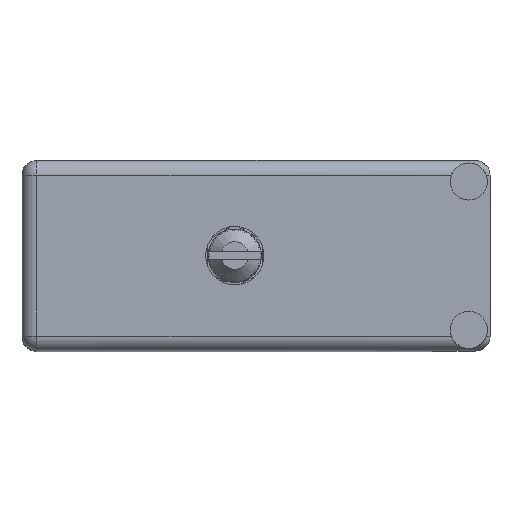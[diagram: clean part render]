
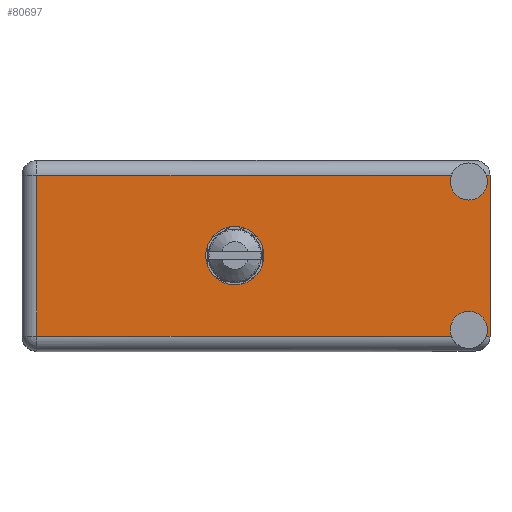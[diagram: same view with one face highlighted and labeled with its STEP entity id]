
A CAD part, top view. The second image highlights one B-rep face of the part: STEP entity #80697.
In plain terms, the highlighted face is planar.
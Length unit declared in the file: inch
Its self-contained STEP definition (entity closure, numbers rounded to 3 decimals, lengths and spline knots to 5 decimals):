
#39 = CARTESIAN_POINT ( 'NONE',  ( 2.19038, 1.566, -0.07 ) ) ;
#567 = DIRECTION ( 'NONE',  ( 0., 1., 0. ) ) ;
#2134 = CARTESIAN_POINT ( 'NONE',  ( 2.02562, 1.566, -0.07 ) ) ;
#2568 = DIRECTION ( 'NONE',  ( 1., 0., 0. ) ) ;
#3394 = VECTOR ( 'NONE', #10499, 39.37008 ) ;
#4733 = EDGE_CURVE ( 'NONE', #68220, #102038, #4890, .T. ) ;
#4890 = CIRCLE ( 'NONE', #25585, 0.0875 ) ;
#5968 = CARTESIAN_POINT ( 'NONE',  ( 0.07, 1.566, -0.07 ) ) ;
#6613 = DIRECTION ( 'NONE',  ( 0., 1., 0. ) ) ;
#7964 = CARTESIAN_POINT ( 'NONE',  ( 2.208, 1.566, -0.829 ) ) ;
#8217 = EDGE_LOOP ( 'NONE', ( #25388, #94868 ) ) ;
#9424 = EDGE_CURVE ( 'NONE', #84071, #21726, #26905, .T. ) ;
#9476 = ORIENTED_EDGE ( 'NONE', *, *, #30984, .F. ) ;
#9748 = CARTESIAN_POINT ( 'NONE',  ( 2.208, 1.566, -0.07 ) ) ;
#10499 = DIRECTION ( 'NONE',  ( 0., 0., 1. ) ) ;
#10743 = DIRECTION ( 'NONE',  ( 0., 1., 0. ) ) ;
#10823 = EDGE_CURVE ( 'NONE', #18215, #100575, #53838, .T. ) ;
#12344 = CARTESIAN_POINT ( 'NONE',  ( 1.004, 1.566, -0.4495 ) ) ;
#12667 = ORIENTED_EDGE ( 'NONE', *, *, #77162, .F. ) ;
#15829 = DIRECTION ( 'NONE',  ( 0., 0., 1. ) ) ;
#15991 = VECTOR ( 'NONE', #2568, 39.37008 ) ;
#16231 = EDGE_LOOP ( 'NONE', ( #21673, #64718, #9476, #73699, #12667, #21904, #78429, #81558, #61547, #98695 ) ) ;
#18215 = VERTEX_POINT ( 'NONE', #7964 ) ;
#18432 = LINE ( 'NONE', #97867, #45713 ) ;
#18499 = DIRECTION ( 'NONE',  ( 0., 0., 1. ) ) ;
#19241 = CARTESIAN_POINT ( 'NONE',  ( 2.208, 1.566, -0.07 ) ) ;
#20374 = AXIS2_PLACEMENT_3D ( 'NONE', #61404, #567, #39861 ) ;
#20524 = DIRECTION ( 'NONE',  ( -1., 0., 0. ) ) ;
#21673 = ORIENTED_EDGE ( 'NONE', *, *, #74860, .T. ) ;
#21726 = VERTEX_POINT ( 'NONE', #2134 ) ;
#21904 = ORIENTED_EDGE ( 'NONE', *, *, #10823, .T. ) ;
#22937 = CARTESIAN_POINT ( 'NONE',  ( 2.108, 1.566, -0.7995 ) ) ;
#24956 = CARTESIAN_POINT ( 'NONE',  ( 2.108, 1.566, -0.712 ) ) ;
#24991 = EDGE_CURVE ( 'NONE', #47214, #70459, #88820, .T. ) ;
#25351 = CARTESIAN_POINT ( 'NONE',  ( 2.108, 1.566, -0.7995 ) ) ;
#25388 = ORIENTED_EDGE ( 'NONE', *, *, #91119, .F. ) ;
#25585 = AXIS2_PLACEMENT_3D ( 'NONE', #22937, #6613, #101570 ) ;
#26905 = CIRCLE ( 'NONE', #81916, 0.0875 ) ;
#27141 = EDGE_CURVE ( 'NONE', #102038, #100575, #89697, .T. ) ;
#28974 = VECTOR ( 'NONE', #20524, 39.37008 ) ;
#30984 = EDGE_CURVE ( 'NONE', #85005, #84071, #32220, .T. ) ;
#31271 = CARTESIAN_POINT ( 'NONE',  ( 0., 1.566, -0.829 ) ) ;
#31858 = LINE ( 'NONE', #90999, #49300 ) ;
#32220 = CIRCLE ( 'NONE', #59501, 0.0875 ) ;
#32731 = DIRECTION ( 'NONE',  ( -1., 0., 0. ) ) ;
#33133 = AXIS2_PLACEMENT_3D ( 'NONE', #74899, #82509, #50353 ) ;
#35296 = DIRECTION ( 'NONE',  ( 0., 1., 0. ) ) ;
#35455 = CARTESIAN_POINT ( 'NONE',  ( 0.07, 1.566, -0.899 ) ) ;
#37946 = CIRCLE ( 'NONE', #33133, 0.1375 ) ;
#39861 = DIRECTION ( 'NONE',  ( 0., 0., 1. ) ) ;
#41373 = DIRECTION ( 'NONE',  ( 0., 0., 1. ) ) ;
#45713 = VECTOR ( 'NONE', #66732, 39.37008 ) ;
#46808 = CARTESIAN_POINT ( 'NONE',  ( 1.004, 1.566, -0.587 ) ) ;
#46844 = VERTEX_POINT ( 'NONE', #9748 ) ;
#47214 = VERTEX_POINT ( 'NONE', #46808 ) ;
#48315 = CARTESIAN_POINT ( 'NONE',  ( 0.07, 1.566, -0.829 ) ) ;
#49226 = EDGE_CURVE ( 'NONE', #85005, #46844, #18432, .T. ) ;
#49300 = VECTOR ( 'NONE', #60650, 39.37008 ) ;
#50353 = DIRECTION ( 'NONE',  ( 0., 0., 1. ) ) ;
#51507 = AXIS2_PLACEMENT_3D ( 'NONE', #12344, #35296, #51960 ) ;
#51960 = DIRECTION ( 'NONE',  ( 0., 0., 1. ) ) ;
#53026 = VERTEX_POINT ( 'NONE', #5968 ) ;
#53838 = LINE ( 'NONE', #95070, #83494 ) ;
#55462 = CARTESIAN_POINT ( 'NONE',  ( 2.108, 1.566, -0.0995 ) ) ;
#56871 = LINE ( 'NONE', #35455, #3394 ) ;
#59501 = AXIS2_PLACEMENT_3D ( 'NONE', #55462, #63429, #15829 ) ;
#60650 = DIRECTION ( 'NONE',  ( 0., 0., 1. ) ) ;
#61404 = CARTESIAN_POINT ( 'NONE',  ( 0., 1.566, -0.899 ) ) ;
#61547 = ORIENTED_EDGE ( 'NONE', *, *, #101343, .T. ) ;
#63429 = DIRECTION ( 'NONE',  ( 0., 1., 0. ) ) ;
#63762 = FACE_OUTER_BOUND ( 'NONE', #16231, .T. ) ;
#64718 = ORIENTED_EDGE ( 'NONE', *, *, #9424, .F. ) ;
#66732 = DIRECTION ( 'NONE',  ( 1., 0., 0. ) ) ;
#67350 = DIRECTION ( 'NONE',  ( 0., 1., 0. ) ) ;
#68220 = VERTEX_POINT ( 'NONE', #80705 ) ;
#70459 = VERTEX_POINT ( 'NONE', #92646 ) ;
#73699 = ORIENTED_EDGE ( 'NONE', *, *, #49226, .T. ) ;
#74860 = EDGE_CURVE ( 'NONE', #53026, #21726, #99096, .T. ) ;
#74899 = CARTESIAN_POINT ( 'NONE',  ( 1.004, 1.566, -0.4495 ) ) ;
#77162 = EDGE_CURVE ( 'NONE', #18215, #46844, #31858, .T. ) ;
#78429 = ORIENTED_EDGE ( 'NONE', *, *, #27141, .F. ) ;
#79760 = LINE ( 'NONE', #31271, #28974 ) ;
#80697 = ADVANCED_FACE ( 'NONE', ( #98325, #63762 ), #100766, .T. ) ;
#80705 = CARTESIAN_POINT ( 'NONE',  ( 2.02562, 1.566, -0.829 ) ) ;
#81558 = ORIENTED_EDGE ( 'NONE', *, *, #4733, .F. ) ;
#81916 = AXIS2_PLACEMENT_3D ( 'NONE', #89818, #67350, #18499 ) ;
#82509 = DIRECTION ( 'NONE',  ( 0., 1., 0. ) ) ;
#83494 = VECTOR ( 'NONE', #32731, 39.37008 ) ;
#84071 = VERTEX_POINT ( 'NONE', #90160 ) ;
#85005 = VERTEX_POINT ( 'NONE', #39 ) ;
#88820 = CIRCLE ( 'NONE', #51507, 0.1375 ) ;
#89697 = CIRCLE ( 'NONE', #97434, 0.0875 ) ;
#89818 = CARTESIAN_POINT ( 'NONE',  ( 2.108, 1.566, -0.0995 ) ) ;
#90068 = EDGE_CURVE ( 'NONE', #102725, #53026, #56871, .T. ) ;
#90160 = CARTESIAN_POINT ( 'NONE',  ( 2.108, 1.566, -0.187 ) ) ;
#90999 = CARTESIAN_POINT ( 'NONE',  ( 2.208, 1.566, 0. ) ) ;
#91119 = EDGE_CURVE ( 'NONE', #70459, #47214, #37946, .T. ) ;
#92646 = CARTESIAN_POINT ( 'NONE',  ( 1.004, 1.566, -0.312 ) ) ;
#94868 = ORIENTED_EDGE ( 'NONE', *, *, #24991, .F. ) ;
#95070 = CARTESIAN_POINT ( 'NONE',  ( 0., 1.566, -0.829 ) ) ;
#97434 = AXIS2_PLACEMENT_3D ( 'NONE', #25351, #10743, #41373 ) ;
#97867 = CARTESIAN_POINT ( 'NONE',  ( 2.208, 1.566, -0.07 ) ) ;
#98325 = FACE_BOUND ( 'NONE', #8217, .T. ) ;
#98695 = ORIENTED_EDGE ( 'NONE', *, *, #90068, .T. ) ;
#99096 = LINE ( 'NONE', #19241, #15991 ) ;
#100575 = VERTEX_POINT ( 'NONE', #101084 ) ;
#100766 = PLANE ( 'NONE',  #20374 ) ;
#101084 = CARTESIAN_POINT ( 'NONE',  ( 2.19038, 1.566, -0.829 ) ) ;
#101343 = EDGE_CURVE ( 'NONE', #68220, #102725, #79760, .T. ) ;
#101570 = DIRECTION ( 'NONE',  ( 0., 0., 1. ) ) ;
#102038 = VERTEX_POINT ( 'NONE', #24956 ) ;
#102725 = VERTEX_POINT ( 'NONE', #48315 ) ;
